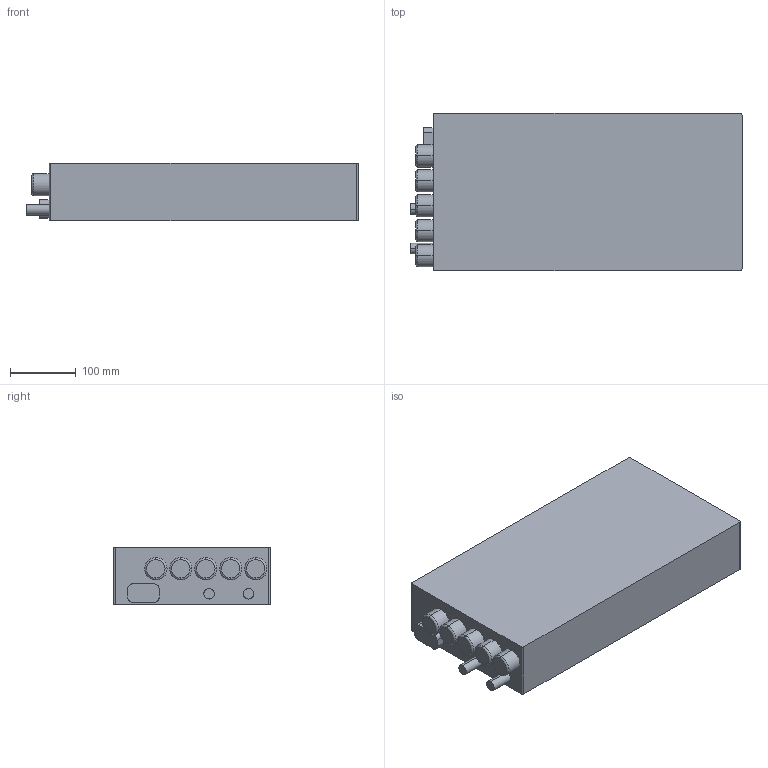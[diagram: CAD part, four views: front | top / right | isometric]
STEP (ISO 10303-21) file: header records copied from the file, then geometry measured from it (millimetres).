
FILE_DESCRIPTION(/* description */ (''),/* implementation_level */ '2;1');
FILE_NAME(/* name */ 'BRUSA_DMC534',/* time_stamp */ '2017-01-09T20:47:45+09:00',/* author */ (''),/* organization */ (''),/* preprocessor_version */ 'ST-DEVELOPER v15',/* originating_system */ '',/* authorisation */ '');
FILE_SCHEMA (('AUTOMOTIVE_DESIGN'));
Length unit declared in the file: millimetre
Products named in the file (1): Document
Bounding box: 505 x 240 x 88 mm (x, y, z)
Volume: 10075131.5 mm3; surface area: 368746.6 mm2
Topology: 1 solids, 1 shells, 50 faces, 110 edges, 70 vertices
Faces by surface type: bspline 36, plane 14
Entity records: 1845 total; most frequent: CARTESIAN_POINT 1196, ORIENTED_EDGE 220, EDGE_CURVE 110, VERTEX_POINT 70, EDGE_LOOP 58, ADVANCED_FACE 50, FACE_OUTER_BOUND 50, DIRECTION 18
